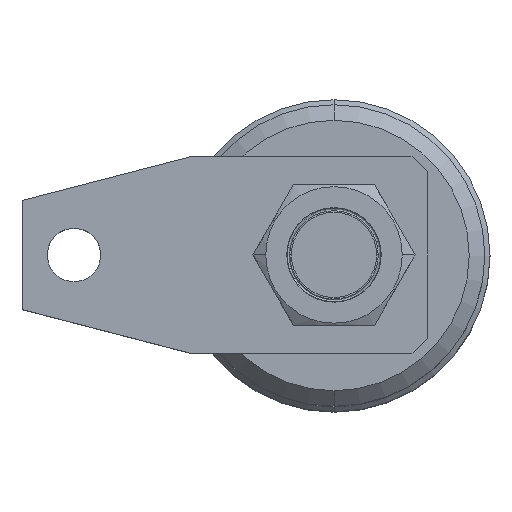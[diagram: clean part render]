
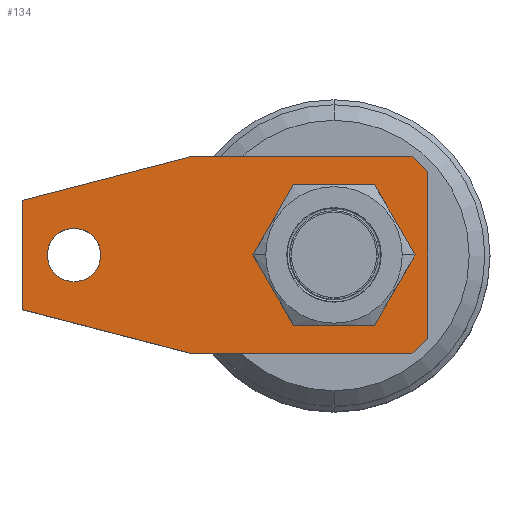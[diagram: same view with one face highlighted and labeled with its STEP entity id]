
A CAD part, top view. The second image highlights one B-rep face of the part: STEP entity #134.
In plain terms, the highlighted face is planar.
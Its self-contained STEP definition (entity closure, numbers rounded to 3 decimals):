
#22 = EDGE_CURVE ( 'NONE', #1419, #1477, #836, .T. ) ;
#54 = EDGE_CURVE ( 'NONE', #1473, #1477, #812, .T. ) ;
#134 = ADVANCED_FACE ( 'NONE', ( #2436, #2465, #2371 ), #4646, .T. ) ;
#300 = EDGE_LOOP ( 'NONE', ( #958, #370 ) ) ;
#315 = ORIENTED_EDGE ( 'NONE', *, *, #1649, .T. ) ;
#318 = ORIENTED_EDGE ( 'NONE', *, *, #54, .F. ) ;
#327 = ORIENTED_EDGE ( 'NONE', *, *, #1563, .T. ) ;
#345 = ORIENTED_EDGE ( 'NONE', *, *, #1645, .F. ) ;
#354 = ORIENTED_EDGE ( 'NONE', *, *, #1634, .T. ) ;
#370 = ORIENTED_EDGE ( 'NONE', *, *, #1621, .F. ) ;
#381 = ORIENTED_EDGE ( 'NONE', *, *, #1643, .T. ) ;
#383 = ORIENTED_EDGE ( 'NONE', *, *, #1607, .T. ) ;
#386 = ORIENTED_EDGE ( 'NONE', *, *, #22, .T. ) ;
#392 = ORIENTED_EDGE ( 'NONE', *, *, #1576, .T. ) ;
#459 = ORIENTED_EDGE ( 'NONE', *, *, #1635, .T. ) ;
#477 = VERTEX_POINT ( 'NONE', #3936 ) ;
#480 = VERTEX_POINT ( 'NONE', #3929 ) ;
#634 = EDGE_LOOP ( 'NONE', ( #392, #459, #386, #318, #383, #345, #381, #354 ) ) ;
#638 = EDGE_LOOP ( 'NONE', ( #315, #327 ) ) ;
#812 = LINE ( 'NONE', #5089, #888 ) ;
#833 = VECTOR ( 'NONE', #5239, 1000. ) ;
#836 = LINE ( 'NONE', #5270, #833 ) ;
#888 = VECTOR ( 'NONE', #5084, 1000. ) ;
#958 = ORIENTED_EDGE ( 'NONE', *, *, #2534, .F. ) ;
#1190 = AXIS2_PLACEMENT_3D ( 'NONE', #3545, #3544, #3543 ) ;
#1302 = AXIS2_PLACEMENT_3D ( 'NONE', #3144, #3143, #3142 ) ;
#1347 = AXIS2_PLACEMENT_3D ( 'NONE', #3259, #3258, #3257 ) ;
#1411 = VERTEX_POINT ( 'NONE', #3729 ) ;
#1419 = VERTEX_POINT ( 'NONE', #3723 ) ;
#1434 = VERTEX_POINT ( 'NONE', #3716 ) ;
#1441 = VERTEX_POINT ( 'NONE', #3720 ) ;
#1446 = VERTEX_POINT ( 'NONE', #3711 ) ;
#1447 = VERTEX_POINT ( 'NONE', #3710 ) ;
#1468 = VERTEX_POINT ( 'NONE', #3704 ) ;
#1473 = VERTEX_POINT ( 'NONE', #3701 ) ;
#1477 = VERTEX_POINT ( 'NONE', #3742 ) ;
#1482 = VERTEX_POINT ( 'NONE', #3702 ) ;
#1487 = AXIS2_PLACEMENT_3D ( 'NONE', #3075, #3074, #3073 ) ;
#1563 = EDGE_CURVE ( 'NONE', #1482, #1447, #2401, .T. ) ;
#1576 = EDGE_CURVE ( 'NONE', #1446, #1441, #1922, .T. ) ;
#1607 = EDGE_CURVE ( 'NONE', #1473, #477, #1873, .T. ) ;
#1621 = EDGE_CURVE ( 'NONE', #1468, #480, #2495, .T. ) ;
#1634 = EDGE_CURVE ( 'NONE', #1411, #1446, #1829, .T. ) ;
#1635 = EDGE_CURVE ( 'NONE', #1441, #1419, #2307, .T. ) ;
#1643 = EDGE_CURVE ( 'NONE', #1434, #1411, #2076, .T. ) ;
#1645 = EDGE_CURVE ( 'NONE', #1434, #477, #1916, .T. ) ;
#1649 = EDGE_CURVE ( 'NONE', #1447, #1482, #1941, .T. ) ;
#1755 = VECTOR ( 'NONE', #3236, 1000. ) ;
#1765 = VECTOR ( 'NONE', #4288, 1000. ) ;
#1788 = CIRCLE ( 'NONE', #1487, 5.125 ) ;
#1818 = VECTOR ( 'NONE', #3199, 1000. ) ;
#1829 = LINE ( 'NONE', #3207, #1755 ) ;
#1873 = LINE ( 'NONE', #4416, #2174 ) ;
#1916 = LINE ( 'NONE', #3169, #1920 ) ;
#1920 = VECTOR ( 'NONE', #3168, 1000. ) ;
#1922 = LINE ( 'NONE', #4287, #1765 ) ;
#1941 = CIRCLE ( 'NONE', #1302, 9.5 ) ;
#2076 = LINE ( 'NONE', #3173, #2280 ) ;
#2174 = VECTOR ( 'NONE', #4435, 1000. ) ;
#2280 = VECTOR ( 'NONE', #3172, 1000. ) ;
#2307 = LINE ( 'NONE', #3200, #1818 ) ;
#2371 = FACE_OUTER_BOUND ( 'NONE', #634, .T. ) ;
#2401 = CIRCLE ( 'NONE', #1190, 9.5 ) ;
#2436 = FACE_BOUND ( 'NONE', #638, .T. ) ;
#2465 = FACE_BOUND ( 'NONE', #300, .T. ) ;
#2495 = CIRCLE ( 'NONE', #1347, 5.125 ) ;
#2534 = EDGE_CURVE ( 'NONE', #480, #1468, #1788, .T. ) ;
#3073 = DIRECTION ( 'NONE',  ( 0., 0., 1. ) ) ;
#3074 = DIRECTION ( 'NONE',  ( 0., 1., 0. ) ) ;
#3075 = CARTESIAN_POINT ( 'NONE',  ( -50., 19., 0. ) ) ;
#3142 = DIRECTION ( 'NONE',  ( 0., 0., -1. ) ) ;
#3143 = DIRECTION ( 'NONE',  ( 0., -1., 0. ) ) ;
#3144 = CARTESIAN_POINT ( 'NONE',  ( 0., 19., 0. ) ) ;
#3168 = DIRECTION ( 'NONE',  ( -0.968, 0., -0.25 ) ) ;
#3169 = CARTESIAN_POINT ( 'NONE',  ( -27.133, 19., 19. ) ) ;
#3172 = DIRECTION ( 'NONE',  ( 1., 0., 0. ) ) ;
#3173 = CARTESIAN_POINT ( 'NONE',  ( -60., 19., 19. ) ) ;
#3199 = DIRECTION ( 'NONE',  ( -0.707, 0., -0.707 ) ) ;
#3200 = CARTESIAN_POINT ( 'NONE',  ( 17., 19., -17. ) ) ;
#3207 = CARTESIAN_POINT ( 'NONE',  ( 17., 19., 17. ) ) ;
#3236 = DIRECTION ( 'NONE',  ( 0.707, 0., -0.707 ) ) ;
#3257 = DIRECTION ( 'NONE',  ( 0., 0., 1. ) ) ;
#3258 = DIRECTION ( 'NONE',  ( 0., 1., 0. ) ) ;
#3259 = CARTESIAN_POINT ( 'NONE',  ( -50., 19., 0. ) ) ;
#3543 = DIRECTION ( 'NONE',  ( 0., 0., -1. ) ) ;
#3544 = DIRECTION ( 'NONE',  ( 0., -1., 0. ) ) ;
#3545 = CARTESIAN_POINT ( 'NONE',  ( 0., 19., 0. ) ) ;
#3701 = CARTESIAN_POINT ( 'NONE',  ( -60., 19., -10.5 ) ) ;
#3702 = CARTESIAN_POINT ( 'NONE',  ( 0., 19., 9.5 ) ) ;
#3704 = CARTESIAN_POINT ( 'NONE',  ( -50., 19., -5.125 ) ) ;
#3710 = CARTESIAN_POINT ( 'NONE',  ( 0., 19., -9.5 ) ) ;
#3711 = CARTESIAN_POINT ( 'NONE',  ( 18., 19., 16. ) ) ;
#3716 = CARTESIAN_POINT ( 'NONE',  ( -27.133, 19., 19. ) ) ;
#3720 = CARTESIAN_POINT ( 'NONE',  ( 18., 19., -16. ) ) ;
#3723 = CARTESIAN_POINT ( 'NONE',  ( 15., 19., -19. ) ) ;
#3729 = CARTESIAN_POINT ( 'NONE',  ( 15., 19., 19. ) ) ;
#3742 = CARTESIAN_POINT ( 'NONE',  ( -27.133, 19., -19. ) ) ;
#3929 = CARTESIAN_POINT ( 'NONE',  ( -50., 19., 5.125 ) ) ;
#3936 = CARTESIAN_POINT ( 'NONE',  ( -60., 19., 10.5 ) ) ;
#4287 = CARTESIAN_POINT ( 'NONE',  ( 18., 19., -19. ) ) ;
#4288 = DIRECTION ( 'NONE',  ( 0., 0., -1. ) ) ;
#4416 = CARTESIAN_POINT ( 'NONE',  ( -60., 19., -19. ) ) ;
#4435 = DIRECTION ( 'NONE',  ( 0., 0., 1. ) ) ;
#4644 = DIRECTION ( 'NONE',  ( 0., 0., 1. ) ) ;
#4646 = PLANE ( 'NONE',  #5429 ) ;
#4648 = CARTESIAN_POINT ( 'NONE',  ( 0., 19., 0. ) ) ;
#4651 = DIRECTION ( 'NONE',  ( 0., 1., 0. ) ) ;
#5084 = DIRECTION ( 'NONE',  ( 0.968, 0., -0.25 ) ) ;
#5089 = CARTESIAN_POINT ( 'NONE',  ( -27.133, 19., -19. ) ) ;
#5239 = DIRECTION ( 'NONE',  ( -1., 0., 0. ) ) ;
#5270 = CARTESIAN_POINT ( 'NONE',  ( -60., 19., -19. ) ) ;
#5429 = AXIS2_PLACEMENT_3D ( 'NONE', #4648, #4651, #4644 ) ;
